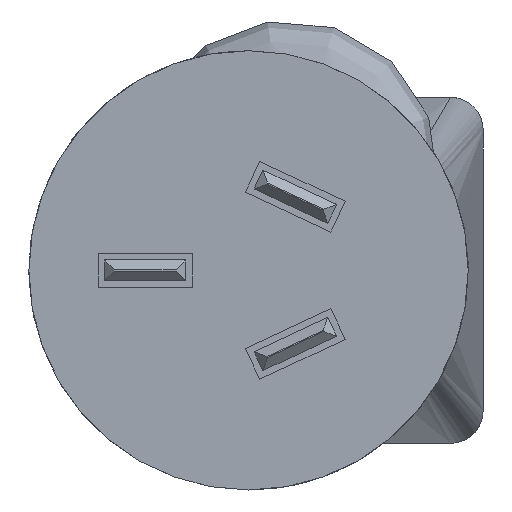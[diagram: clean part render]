
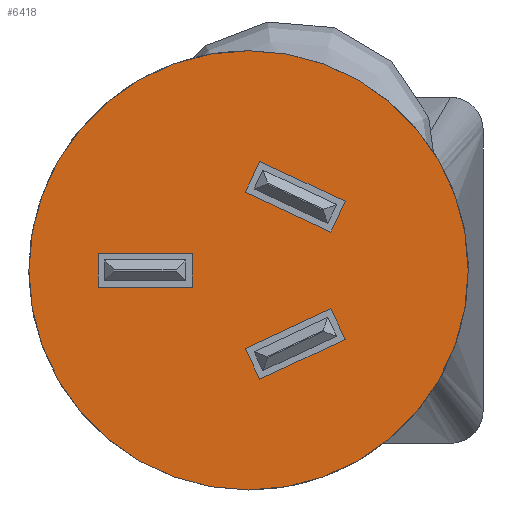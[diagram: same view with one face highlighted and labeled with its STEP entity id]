
A CAD part, left-side view. The second image highlights one B-rep face of the part: STEP entity #6418.
In plain terms, the highlighted face is planar.
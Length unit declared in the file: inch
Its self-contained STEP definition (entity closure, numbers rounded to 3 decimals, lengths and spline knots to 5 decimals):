
#78 = DIRECTION ( 'NONE',  ( -0.906, 0.423, 0. ) ) ;
#119 = DIRECTION ( 'NONE',  ( 0., 0., 1. ) ) ;
#130 = VERTEX_POINT ( 'NONE', #9718 ) ;
#171 = DIRECTION ( 'NONE',  ( 1., 0., 0. ) ) ;
#229 = VERTEX_POINT ( 'NONE', #13091 ) ;
#356 = EDGE_CURVE ( 'NONE', #8764, #1809, #2347, .T. ) ;
#839 = ORIENTED_EDGE ( 'NONE', *, *, #8102, .F. ) ;
#938 = CARTESIAN_POINT ( 'NONE',  ( -0.05209, 0.46236, -1.9685 ) ) ;
#1007 = EDGE_CURVE ( 'NONE', #4045, #7881, #12623, .T. ) ;
#1094 = CARTESIAN_POINT ( 'NONE',  ( 0.24033, 0.00971, -1.9685 ) ) ;
#1140 = AXIS2_PLACEMENT_3D ( 'NONE', #2327, #2473, #171 ) ;
#1268 = CARTESIAN_POINT ( 'NONE',  ( 0., 0., -1.9685 ) ) ;
#1573 = AXIS2_PLACEMENT_3D ( 'NONE', #12469, #119, #8953 ) ;
#1764 = EDGE_CURVE ( 'NONE', #5067, #11312, #12427, .T. ) ;
#1771 = DIRECTION ( 'NONE',  ( 0.906, 0.423, 0. ) ) ;
#1809 = VERTEX_POINT ( 'NONE', #5868 ) ;
#1859 = VECTOR ( 'NONE', #1771, 39.37008 ) ;
#1958 = CARTESIAN_POINT ( 'NONE',  ( 0.675, 0., -1.9685 ) ) ;
#2100 = VECTOR ( 'NONE', #6884, 39.37008 ) ;
#2111 = VECTOR ( 'NONE', #7433, 39.37008 ) ;
#2166 = ORIENTED_EDGE ( 'NONE', *, *, #5912, .F. ) ;
#2206 = LINE ( 'NONE', #7985, #14625 ) ;
#2327 = CARTESIAN_POINT ( 'NONE',  ( 0., 0., -1.9685 ) ) ;
#2337 = VECTOR ( 'NONE', #2428, 39.37008 ) ;
#2347 = LINE ( 'NONE', #12327, #2100 ) ;
#2371 = EDGE_CURVE ( 'NONE', #130, #229, #8305, .T. ) ;
#2428 = DIRECTION ( 'NONE',  ( -1., 0., 0. ) ) ;
#2451 = EDGE_CURVE ( 'NONE', #1809, #130, #12105, .T. ) ;
#2473 = DIRECTION ( 'NONE',  ( 0., 0., 1. ) ) ;
#2532 = VECTOR ( 'NONE', #13884, 39.37008 ) ;
#2609 = EDGE_CURVE ( 'NONE', #3657, #12147, #11326, .T. ) ;
#2888 = DIRECTION ( 'NONE',  ( -0.423, -0.906, 0. ) ) ;
#2958 = ORIENTED_EDGE ( 'NONE', *, *, #13528, .F. ) ;
#3202 = ORIENTED_EDGE ( 'NONE', *, *, #356, .F. ) ;
#3294 = ORIENTED_EDGE ( 'NONE', *, *, #13238, .F. ) ;
#3406 = LINE ( 'NONE', #4365, #6084 ) ;
#3475 = FACE_OUTER_BOUND ( 'NONE', #5147, .T. ) ;
#3480 = CARTESIAN_POINT ( 'NONE',  ( 0.05209, 0.46236, -1.9685 ) ) ;
#3657 = VERTEX_POINT ( 'NONE', #10232 ) ;
#3949 = EDGE_CURVE ( 'NONE', #12147, #5067, #10598, .T. ) ;
#3983 = CARTESIAN_POINT ( 'NONE',  ( -0.675, 0., -1.9685 ) ) ;
#4045 = VERTEX_POINT ( 'NONE', #10525 ) ;
#4365 = CARTESIAN_POINT ( 'NONE',  ( 0.05209, 0.17236, -1.9685 ) ) ;
#4761 = CARTESIAN_POINT ( 'NONE',  ( 0.21218, -0.29714, -1.9685 ) ) ;
#5067 = VERTEX_POINT ( 'NONE', #9743 ) ;
#5147 = EDGE_LOOP ( 'NONE', ( #7707, #2166 ) ) ;
#5528 = DIRECTION ( 'NONE',  ( 0.423, 0.906, 0. ) ) ;
#5701 = ORIENTED_EDGE ( 'NONE', *, *, #1764, .F. ) ;
#5868 = CARTESIAN_POINT ( 'NONE',  ( -0.33474, -0.03431, -1.9685 ) ) ;
#5912 = EDGE_CURVE ( 'NONE', #14587, #13034, #13208, .T. ) ;
#6084 = VECTOR ( 'NONE', #10077, 39.37008 ) ;
#6328 = EDGE_CURVE ( 'NONE', #14051, #4045, #3406, .T. ) ;
#6416 = EDGE_CURVE ( 'NONE', #7881, #14050, #2206, .T. ) ;
#6418 = ADVANCED_FACE ( 'NONE', ( #12544, #11261, #7698, #3475 ), #14566, .F. ) ;
#6780 = AXIS2_PLACEMENT_3D ( 'NONE', #1268, #9977, #9898 ) ;
#6865 = VECTOR ( 'NONE', #5528, 39.37008 ) ;
#6884 = DIRECTION ( 'NONE',  ( -0.423, 0.906, 0. ) ) ;
#7260 = EDGE_LOOP ( 'NONE', ( #3294, #5701, #11739, #10787 ) ) ;
#7433 = DIRECTION ( 'NONE',  ( -0.906, -0.423, 0. ) ) ;
#7698 = FACE_BOUND ( 'NONE', #7260, .T. ) ;
#7707 = ORIENTED_EDGE ( 'NONE', *, *, #14328, .F. ) ;
#7773 = CARTESIAN_POINT ( 'NONE',  ( 0.11777, -0.25312, -1.9685 ) ) ;
#7841 = DIRECTION ( 'NONE',  ( 0.906, -0.423, 0. ) ) ;
#7881 = VERTEX_POINT ( 'NONE', #9645 ) ;
#7985 = CARTESIAN_POINT ( 'NONE',  ( -0.05209, 0.17236, -1.9685 ) ) ;
#7989 = LINE ( 'NONE', #3480, #2532 ) ;
#8027 = VECTOR ( 'NONE', #2888, 39.37008 ) ;
#8102 = EDGE_CURVE ( 'NONE', #14050, #14051, #7989, .T. ) ;
#8107 = CARTESIAN_POINT ( 'NONE',  ( -0.21218, -0.29714, -1.9685 ) ) ;
#8116 = EDGE_LOOP ( 'NONE', ( #11693, #8322, #3202, #2958 ) ) ;
#8305 = LINE ( 'NONE', #10595, #9910 ) ;
#8322 = ORIENTED_EDGE ( 'NONE', *, *, #2451, .F. ) ;
#8764 = VERTEX_POINT ( 'NONE', #8107 ) ;
#8953 = DIRECTION ( 'NONE',  ( 1., 0., 0. ) ) ;
#9645 = CARTESIAN_POINT ( 'NONE',  ( -0.05209, 0.17236, -1.9685 ) ) ;
#9718 = CARTESIAN_POINT ( 'NONE',  ( -0.24033, 0.00971, -1.9685 ) ) ;
#9743 = CARTESIAN_POINT ( 'NONE',  ( 0.21218, -0.29714, -1.9685 ) ) ;
#9898 = DIRECTION ( 'NONE',  ( 1., 0., 0. ) ) ;
#9910 = VECTOR ( 'NONE', #11723, 39.37008 ) ;
#9950 = LINE ( 'NONE', #14151, #2111 ) ;
#9977 = DIRECTION ( 'NONE',  ( 0., 0., 1. ) ) ;
#10077 = DIRECTION ( 'NONE',  ( 0., -1., 0. ) ) ;
#10148 = DIRECTION ( 'NONE',  ( 0., 1., 0. ) ) ;
#10169 = ORIENTED_EDGE ( 'NONE', *, *, #6416, .F. ) ;
#10232 = CARTESIAN_POINT ( 'NONE',  ( 0.24033, 0.00971, -1.9685 ) ) ;
#10261 = CARTESIAN_POINT ( 'NONE',  ( 0.11777, -0.25312, -1.9685 ) ) ;
#10525 = CARTESIAN_POINT ( 'NONE',  ( 0.05209, 0.17236, -1.9685 ) ) ;
#10595 = CARTESIAN_POINT ( 'NONE',  ( -0.24033, 0.00971, -1.9685 ) ) ;
#10598 = LINE ( 'NONE', #10679, #8027 ) ;
#10679 = CARTESIAN_POINT ( 'NONE',  ( 0.33474, -0.03431, -1.9685 ) ) ;
#10787 = ORIENTED_EDGE ( 'NONE', *, *, #2609, .F. ) ;
#10850 = CIRCLE ( 'NONE', #1140, 0.675 ) ;
#11135 = ORIENTED_EDGE ( 'NONE', *, *, #6328, .F. ) ;
#11261 = FACE_BOUND ( 'NONE', #8116, .T. ) ;
#11312 = VERTEX_POINT ( 'NONE', #7773 ) ;
#11326 = LINE ( 'NONE', #1094, #14453 ) ;
#11383 = LINE ( 'NONE', #10261, #6865 ) ;
#11565 = CARTESIAN_POINT ( 'NONE',  ( 0.05209, 0.17236, -1.9685 ) ) ;
#11612 = ORIENTED_EDGE ( 'NONE', *, *, #1007, .F. ) ;
#11693 = ORIENTED_EDGE ( 'NONE', *, *, #2371, .F. ) ;
#11723 = DIRECTION ( 'NONE',  ( 0.423, -0.906, 0. ) ) ;
#11739 = ORIENTED_EDGE ( 'NONE', *, *, #3949, .F. ) ;
#12040 = CARTESIAN_POINT ( 'NONE',  ( 0.33474, -0.03431, -1.9685 ) ) ;
#12105 = LINE ( 'NONE', #14488, #1859 ) ;
#12147 = VERTEX_POINT ( 'NONE', #12040 ) ;
#12164 = CARTESIAN_POINT ( 'NONE',  ( 0.05209, 0.46236, -1.9685 ) ) ;
#12327 = CARTESIAN_POINT ( 'NONE',  ( -0.21218, -0.29714, -1.9685 ) ) ;
#12427 = LINE ( 'NONE', #4761, #12786 ) ;
#12469 = CARTESIAN_POINT ( 'NONE',  ( 0., 0., -1.9685 ) ) ;
#12544 = FACE_BOUND ( 'NONE', #12824, .T. ) ;
#12623 = LINE ( 'NONE', #11565, #2337 ) ;
#12786 = VECTOR ( 'NONE', #78, 39.37008 ) ;
#12824 = EDGE_LOOP ( 'NONE', ( #10169, #11612, #11135, #839 ) ) ;
#13034 = VERTEX_POINT ( 'NONE', #3983 ) ;
#13091 = CARTESIAN_POINT ( 'NONE',  ( -0.11777, -0.25312, -1.9685 ) ) ;
#13208 = CIRCLE ( 'NONE', #6780, 0.675 ) ;
#13238 = EDGE_CURVE ( 'NONE', #11312, #3657, #11383, .T. ) ;
#13528 = EDGE_CURVE ( 'NONE', #229, #8764, #9950, .T. ) ;
#13884 = DIRECTION ( 'NONE',  ( 1., 0., 0. ) ) ;
#14050 = VERTEX_POINT ( 'NONE', #938 ) ;
#14051 = VERTEX_POINT ( 'NONE', #12164 ) ;
#14151 = CARTESIAN_POINT ( 'NONE',  ( -0.11777, -0.25312, -1.9685 ) ) ;
#14328 = EDGE_CURVE ( 'NONE', #13034, #14587, #10850, .T. ) ;
#14453 = VECTOR ( 'NONE', #7841, 39.37008 ) ;
#14488 = CARTESIAN_POINT ( 'NONE',  ( -0.33474, -0.03431, -1.9685 ) ) ;
#14566 = PLANE ( 'NONE',  #1573 ) ;
#14587 = VERTEX_POINT ( 'NONE', #1958 ) ;
#14625 = VECTOR ( 'NONE', #10148, 39.37008 ) ;
